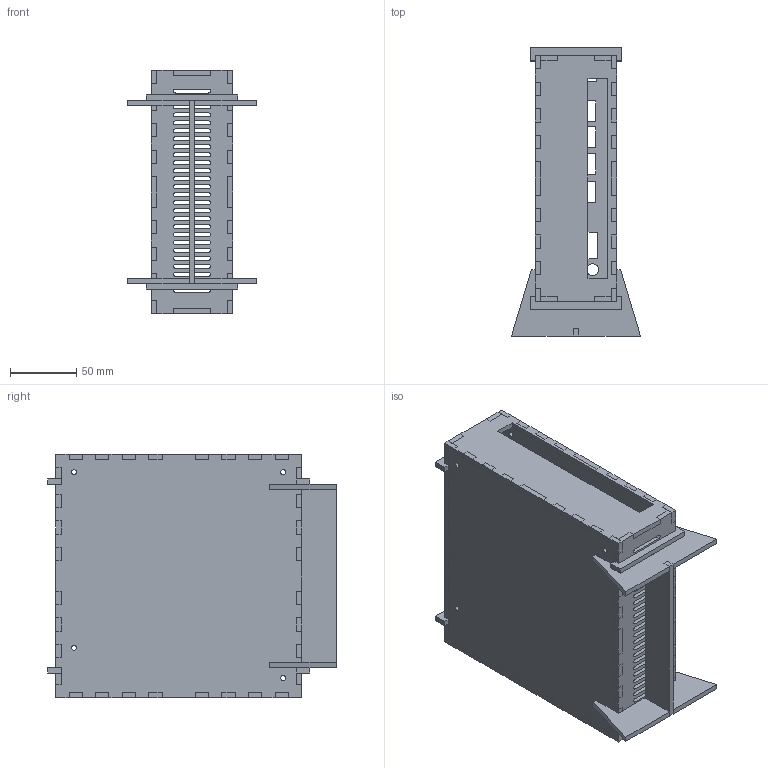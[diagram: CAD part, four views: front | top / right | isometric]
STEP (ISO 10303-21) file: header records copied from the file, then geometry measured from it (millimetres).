
FILE_DESCRIPTION (( 'STEP AP214' ), '1' );
FILE_NAME ('Thin_mini_ITX_4mm_acrylic_case.STEP', '2020-09-12T15:21:29', ( '砐錪賧瘔蠈錪 Windows' ), ( '' ), 'SwSTEP 2.0', 'SolidWorks 2019', '' );
FILE_SCHEMA (( 'AUTOMOTIVE_DESIGN' ));
Length unit declared in the file: millimetre
Products named in the file (1): Thin_mini_ITX_4mm_acrylic_case
Bounding box: 97 x 217 x 183 mm (x, y, z)
Volume: 418848.5 mm3; surface area: 258205.9 mm2
Topology: 13 solids, 13 shells, 1444 faces, 4254 edges, 2836 vertices
Faces by surface type: plane 906, cylinder 330, bspline 208
Entity records: 49796 total; most frequent: CARTESIAN_POINT 11239, ORIENTED_EDGE 8508, DIRECTION 6972, EDGE_CURVE 4254, LINE 3178, VECTOR 3178, VERTEX_POINT 2836, AXIS2_PLACEMENT_3D 1897
